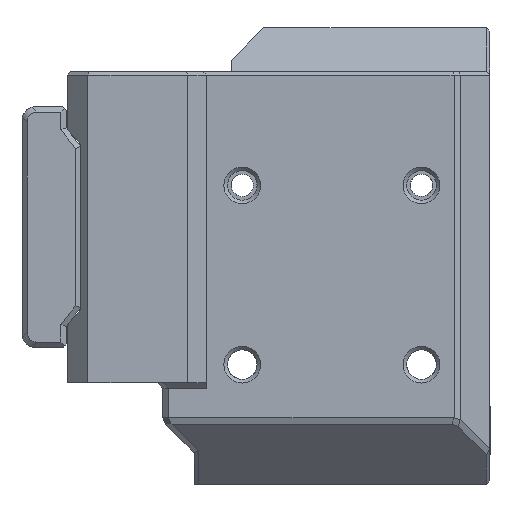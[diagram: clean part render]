
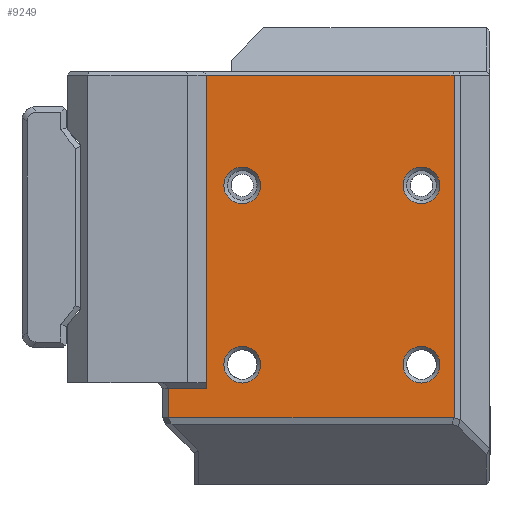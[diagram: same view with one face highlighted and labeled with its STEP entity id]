
A CAD part, left-side view. The second image highlights one B-rep face of the part: STEP entity #9249.
In plain terms, the highlighted planar face has unit normal (-1, 0, 0).
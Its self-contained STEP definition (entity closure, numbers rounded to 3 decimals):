
#50=FACE_BOUND('',#1759,.T.);
#51=FACE_BOUND('',#1760,.T.);
#52=FACE_BOUND('',#1761,.T.);
#53=FACE_BOUND('',#1762,.T.);
#689=CIRCLE('',#9909,2.05);
#690=CIRCLE('',#9911,2.05);
#692=CIRCLE('',#9915,2.05);
#694=CIRCLE('',#9919,2.05);
#1243=FACE_OUTER_BOUND('',#1758,.T.);
#1758=EDGE_LOOP('',(#8403,#8404,#8405,#8406,#8407,#8408,#8409,#8410,#8411,
#8412));
#1759=EDGE_LOOP('',(#8413));
#1760=EDGE_LOOP('',(#8414));
#1761=EDGE_LOOP('',(#8415));
#1762=EDGE_LOOP('',(#8416));
#2262=LINE('',#14175,#3114);
#2268=LINE('',#14187,#3120);
#2272=LINE('',#14195,#3124);
#2568=LINE('',#19092,#3420);
#2582=LINE('',#19133,#3434);
#2586=LINE('',#19139,#3438);
#2592=LINE('',#19152,#3444);
#2598=LINE('',#19163,#3450);
#2600=LINE('',#19167,#3452);
#2618=LINE('',#19728,#3470);
#3114=VECTOR('',#11072,10.);
#3120=VECTOR('',#11080,10.);
#3124=VECTOR('',#11086,10.);
#3420=VECTOR('',#12016,10.);
#3434=VECTOR('',#12058,10.);
#3438=VECTOR('',#12066,10.);
#3444=VECTOR('',#12078,10.);
#3450=VECTOR('',#12086,10.);
#3452=VECTOR('',#12090,10.);
#3470=VECTOR('',#12140,10.);
#3892=VERTEX_POINT('',#14171);
#3894=VERTEX_POINT('',#14174);
#3899=VERTEX_POINT('',#14185);
#3902=VERTEX_POINT('',#14193);
#4334=VERTEX_POINT('',#19086);
#4336=VERTEX_POINT('',#19090);
#4337=VERTEX_POINT('',#19094);
#4338=VERTEX_POINT('',#19098);
#4340=VERTEX_POINT('',#19106);
#4342=VERTEX_POINT('',#19114);
#4346=VERTEX_POINT('',#19125);
#4349=VERTEX_POINT('',#19131);
#4353=VERTEX_POINT('',#19151);
#4357=VERTEX_POINT('',#19160);
#4998=EDGE_CURVE('',#3892,#3894,#2262,.F.);
#5004=EDGE_CURVE('',#3899,#3892,#2268,.T.);
#5008=EDGE_CURVE('',#3902,#3899,#2272,.T.);
#5670=EDGE_CURVE('',#4336,#4334,#2568,.T.);
#5671=EDGE_CURVE('',#4337,#4337,#689,.T.);
#5673=EDGE_CURVE('',#4338,#4338,#690,.T.);
#5677=EDGE_CURVE('',#4340,#4340,#692,.T.);
#5681=EDGE_CURVE('',#4342,#4342,#694,.T.);
#5690=EDGE_CURVE('',#4349,#4346,#2582,.T.);
#5694=EDGE_CURVE('',#4334,#4349,#2586,.T.);
#5700=EDGE_CURVE('',#4336,#4353,#2592,.T.);
#5706=EDGE_CURVE('',#4346,#4357,#2598,.T.);
#5708=EDGE_CURVE('',#4357,#3902,#2600,.T.);
#5733=EDGE_CURVE('',#3894,#4353,#2618,.T.);
#8403=ORIENTED_EDGE('',*,*,#5708,.F.);
#8404=ORIENTED_EDGE('',*,*,#5706,.F.);
#8405=ORIENTED_EDGE('',*,*,#5690,.F.);
#8406=ORIENTED_EDGE('',*,*,#5694,.F.);
#8407=ORIENTED_EDGE('',*,*,#5670,.F.);
#8408=ORIENTED_EDGE('',*,*,#5700,.T.);
#8409=ORIENTED_EDGE('',*,*,#5733,.F.);
#8410=ORIENTED_EDGE('',*,*,#4998,.F.);
#8411=ORIENTED_EDGE('',*,*,#5004,.F.);
#8412=ORIENTED_EDGE('',*,*,#5008,.F.);
#8413=ORIENTED_EDGE('',*,*,#5681,.F.);
#8414=ORIENTED_EDGE('',*,*,#5673,.F.);
#8415=ORIENTED_EDGE('',*,*,#5671,.F.);
#8416=ORIENTED_EDGE('',*,*,#5677,.F.);
#8769=PLANE('',#9944);
#9249=ADVANCED_FACE('',(#1243,#50,#51,#52,#53),#8769,.T.);
#9909=AXIS2_PLACEMENT_3D('',#19095,#12019,#12020);
#9911=AXIS2_PLACEMENT_3D('',#19099,#12024,#12025);
#9915=AXIS2_PLACEMENT_3D('',#19107,#12034,#12035);
#9919=AXIS2_PLACEMENT_3D('',#19115,#12044,#12045);
#9944=AXIS2_PLACEMENT_3D('',#19727,#12138,#12139);
#11072=DIRECTION('',(0.,0.894,0.447));
#11080=DIRECTION('',(0.,0.,1.));
#11086=DIRECTION('',(0.,0.637,0.771));
#12016=DIRECTION('',(0.,-1.,0.));
#12019=DIRECTION('center_axis',(-1.,0.,0.));
#12020=DIRECTION('ref_axis',(0.,0.,
-1.));
#12024=DIRECTION('center_axis',(-1.,0.,0.));
#12025=DIRECTION('ref_axis',(0.,0.,
1.));
#12034=DIRECTION('center_axis',(-1.,0.,0.));
#12035=DIRECTION('ref_axis',(0.,0.,
-1.));
#12044=DIRECTION('center_axis',(-1.,0.,0.));
#12045=DIRECTION('ref_axis',(0.,0.,
-1.));
#12058=DIRECTION('',(0.,0.,-1.));
#12066=DIRECTION('',(0.,-0.943,-0.333));
#12078=DIRECTION('',(0.,0.,-1.));
#12086=DIRECTION('',(0.,0.889,-0.459));
#12090=DIRECTION('',(0.,1.,0.));
#12138=DIRECTION('center_axis',(-1.,0.,0.));
#12139=DIRECTION('ref_axis',(0.,0.,
1.));
#12140=DIRECTION('',(0.,-1.,0.));
#14171=CARTESIAN_POINT('',(-160.388,492.654,152.061));
#14174=CARTESIAN_POINT('',(-160.388,492.649,152.059));
#14175=CARTESIAN_POINT('',(-160.388,486.734,149.102));
#14185=CARTESIAN_POINT('',(-160.388,492.654,148.786));
#14187=CARTESIAN_POINT('',(-160.388,492.654,163.331));
#14193=CARTESIAN_POINT('',(-160.388,492.612,148.736));
#14195=CARTESIAN_POINT('',(-160.388,491.682,147.611));
#19086=CARTESIAN_POINT('',(-160.388,460.769,186.98));
#19090=CARTESIAN_POINT('',(-160.388,488.398,186.98));
#19092=CARTESIAN_POINT('',(-160.388,480.356,186.98));
#19094=CARTESIAN_POINT('',(-160.388,484.398,156.73));
#19095=CARTESIAN_POINT('Origin',(-160.388,484.398,154.68));
#19098=CARTESIAN_POINT('',(-160.388,464.398,152.63));
#19099=CARTESIAN_POINT('Origin',(-160.388,464.398,154.68));
#19106=CARTESIAN_POINT('',(-160.388,464.398,176.73));
#19107=CARTESIAN_POINT('Origin',(-160.388,464.398,174.68));
#19114=CARTESIAN_POINT('',(-160.388,484.398,176.73));
#19115=CARTESIAN_POINT('Origin',(-160.388,484.398,174.68));
#19125=CARTESIAN_POINT('',(-160.388,460.753,148.774));
#19131=CARTESIAN_POINT('',(-160.388,460.753,186.974));
#19133=CARTESIAN_POINT('',(-160.388,460.753,163.604));
#19139=CARTESIAN_POINT('',(-160.388,464.619,188.341));
#19151=CARTESIAN_POINT('',(-160.388,488.398,152.059));
#19152=CARTESIAN_POINT('',(-160.388,488.398,164.726));
#19160=CARTESIAN_POINT('',(-160.388,460.827,148.736));
#19163=CARTESIAN_POINT('',(-160.388,462.516,147.864));
#19167=CARTESIAN_POINT('',(-160.388,484.358,148.736));
#19727=CARTESIAN_POINT('Origin',(-160.388,475.157,164.347));
#19728=CARTESIAN_POINT('',(-160.388,484.358,152.059));
